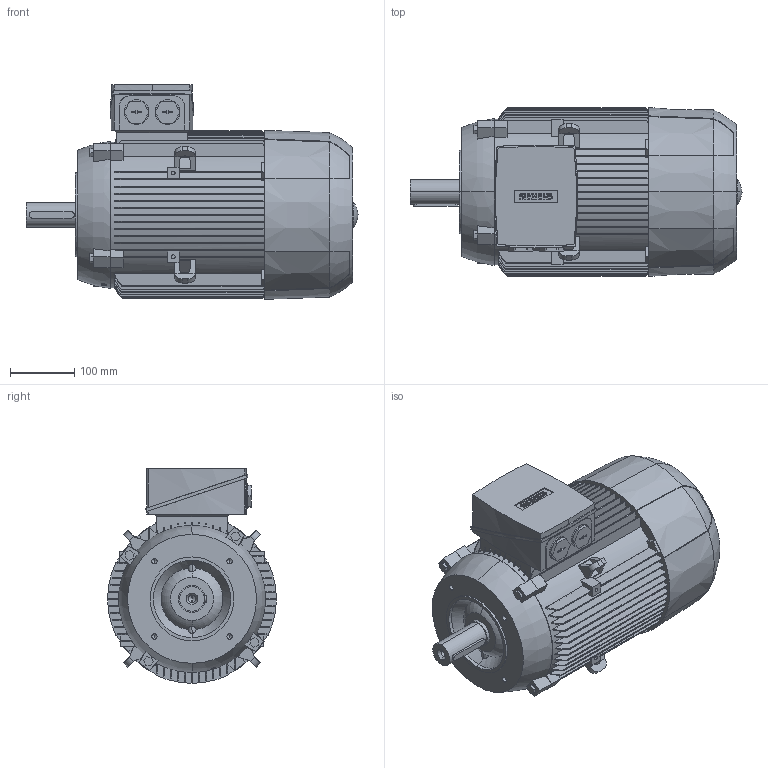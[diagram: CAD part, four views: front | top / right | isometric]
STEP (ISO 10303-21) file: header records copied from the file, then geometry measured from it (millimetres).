
FILE_DESCRIPTION(('STEP AP214'),'1');
FILE_NAME('cctmp_268185C8-B728-41F5-A9D9-3A1E8A7B9F72_2023_06_26_14_18_42_0870..stp','2023-06-26T12:18:43',('SIEMENS A&D'),('CADClick - www.CADClick.com'),'Spatial InterOp 3D',' ','unknown authorization');
FILE_SCHEMA(('AUTOMOTIVE_DESIGN'));
Length unit declared in the file: millimetre
Products named in the file (1): 2023_06_26_14_18_42_0839
Bounding box: 515 x 262 x 333 mm (x, y, z)
Volume: 20311472 mm3; surface area: 865244 mm2
Topology: 1 solids, 1 shells, 864 faces, 2451 edges, 1609 vertices
Faces by surface type: plane 485, cylinder 227, torus 124, cone 28
Entity records: 41317 total; most frequent: CARTESIAN_POINT 12374, ORIENTED_EDGE 4878, DIRECTION 4278, EDGE_CURVE 2439, VERTEX_POINT 1609, AXIS2_PLACEMENT_3D 1438, LINE 1402, VECTOR 1402
